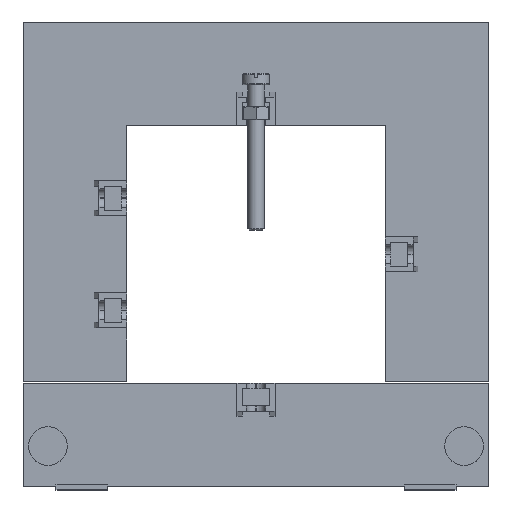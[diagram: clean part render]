
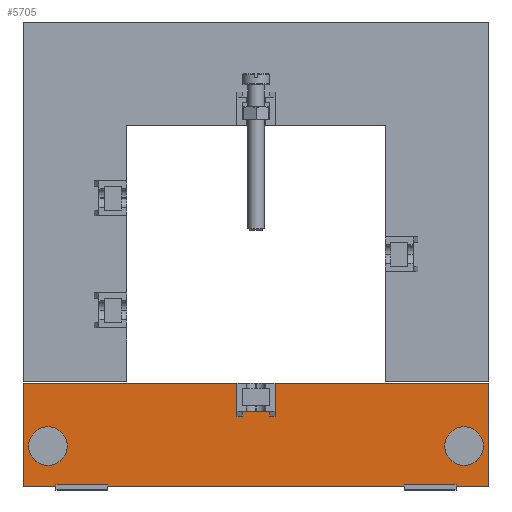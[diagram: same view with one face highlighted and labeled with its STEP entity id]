
A CAD part, top view. The second image highlights one B-rep face of the part: STEP entity #5705.
In plain terms, the highlighted planar face has unit normal (0, 0, 1).
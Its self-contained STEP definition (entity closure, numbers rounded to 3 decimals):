
#4310=DIRECTION('',(0.,1.,0.));
#4311=VECTOR('',#4310,0.592);
#4312=CARTESIAN_POINT('',(-46.,-72.,16.));
#4313=LINE('',#4312,#4311);
#4314=DIRECTION('',(-1.,0.,0.));
#4315=VECTOR('',#4314,16.);
#4316=CARTESIAN_POINT('',(-46.,-71.408,16.));
#4317=LINE('',#4316,#4315);
#4318=DIRECTION('',(0.,1.,0.));
#4319=VECTOR('',#4318,0.592);
#4320=CARTESIAN_POINT('',(-62.,-72.,16.));
#4321=LINE('',#4320,#4319);
#4322=DIRECTION('',(1.,0.,0.));
#4323=VECTOR('',#4322,10.);
#4324=CARTESIAN_POINT('',(-72.,-72.,16.));
#4325=LINE('',#4324,#4323);
#4326=DIRECTION('',(0.,-1.,0.));
#4327=VECTOR('',#4326,32.);
#4328=CARTESIAN_POINT('',(-72.,-40.,16.));
#4329=LINE('',#4328,#4327);
#4330=DIRECTION('',(0.,1.,0.));
#4331=VECTOR('',#4330,10.2);
#4332=CARTESIAN_POINT('',(-5.9,-50.2,16.));
#4333=LINE('',#4332,#4331);
#4334=DIRECTION('',(0.,-1.,0.));
#4335=VECTOR('',#4334,1.5);
#4336=CARTESIAN_POINT('',(-4.2,-48.7,16.));
#4337=LINE('',#4336,#4335);
#4338=DIRECTION('',(-1.,0.,0.));
#4339=VECTOR('',#4338,8.4);
#4340=CARTESIAN_POINT('',(4.2,-48.7,16.));
#4341=LINE('',#4340,#4339);
#4342=DIRECTION('',(0.,1.,0.));
#4343=VECTOR('',#4342,1.5);
#4344=CARTESIAN_POINT('',(4.2,-50.2,16.));
#4345=LINE('',#4344,#4343);
#4346=DIRECTION('',(0.,-1.,0.));
#4347=VECTOR('',#4346,10.2);
#4348=CARTESIAN_POINT('',(5.9,-40.,16.));
#4349=LINE('',#4348,#4347);
#4350=DIRECTION('',(0.,1.,0.));
#4351=VECTOR('',#4350,32.);
#4352=CARTESIAN_POINT('',(72.,-72.,16.));
#4353=LINE('',#4352,#4351);
#4354=DIRECTION('',(1.,0.,0.));
#4355=VECTOR('',#4354,10.);
#4356=CARTESIAN_POINT('',(62.,-72.,16.));
#4357=LINE('',#4356,#4355);
#4358=DIRECTION('',(0.,1.,0.));
#4359=VECTOR('',#4358,0.592);
#4360=CARTESIAN_POINT('',(62.,-72.,16.));
#4361=LINE('',#4360,#4359);
#4362=DIRECTION('',(-1.,0.,0.));
#4363=VECTOR('',#4362,16.);
#4364=CARTESIAN_POINT('',(62.,-71.408,16.));
#4365=LINE('',#4364,#4363);
#4366=DIRECTION('',(0.,1.,0.));
#4367=VECTOR('',#4366,0.592);
#4368=CARTESIAN_POINT('',(46.,-72.,16.));
#4369=LINE('',#4368,#4367);
#4370=DIRECTION('',(1.,0.,0.));
#4371=VECTOR('',#4370,92.);
#4372=CARTESIAN_POINT('',(-46.,-72.,16.));
#4373=LINE('',#4372,#4371);
#4374=CARTESIAN_POINT('',(-64.5,-59.5,16.));
#4375=DIRECTION('',(0.,0.,1.));
#4376=DIRECTION('',(1.,0.,0.));
#4377=AXIS2_PLACEMENT_3D('',#4374,#4375,#4376);
#4379=CARTESIAN_POINT('',(-64.5,-59.5,16.));
#4380=DIRECTION('',(0.,0.,1.));
#4381=DIRECTION('',(-1.,0.,0.));
#4382=AXIS2_PLACEMENT_3D('',#4379,#4380,#4381);
#4384=CARTESIAN_POINT('',(64.5,-59.5,16.));
#4385=DIRECTION('',(0.,0.,1.));
#4386=DIRECTION('',(1.,0.,0.));
#4387=AXIS2_PLACEMENT_3D('',#4384,#4385,#4386);
#4389=CARTESIAN_POINT('',(64.5,-59.5,16.));
#4390=DIRECTION('',(0.,0.,1.));
#4391=DIRECTION('',(-1.,0.,0.));
#4392=AXIS2_PLACEMENT_3D('',#4389,#4390,#4391);
#4616=DIRECTION('',(-1.,0.,0.));
#4617=VECTOR('',#4616,66.1);
#4618=CARTESIAN_POINT('',(72.,-40.,16.));
#4619=LINE('',#4618,#4617);
#4636=DIRECTION('',(-1.,0.,0.));
#4637=VECTOR('',#4636,66.1);
#4638=CARTESIAN_POINT('',(-5.9,-40.,16.));
#4639=LINE('',#4638,#4637);
#4872=DIRECTION('',(-1.,0.,0.));
#4873=VECTOR('',#4872,1.7);
#4874=CARTESIAN_POINT('',(5.9,-50.2,16.));
#4875=LINE('',#4874,#4873);
#5088=DIRECTION('',(-1.,0.,0.));
#5089=VECTOR('',#5088,1.7);
#5090=CARTESIAN_POINT('',(-4.2,-50.2,16.));
#5091=LINE('',#5090,#5089);
#5216=CARTESIAN_POINT('',(72.,-72.,16.));
#5217=CARTESIAN_POINT('',(72.,-40.,16.));
#5218=VERTEX_POINT('',#5216);
#5219=VERTEX_POINT('',#5217);
#5220=CARTESIAN_POINT('',(-72.,-40.,16.));
#5221=CARTESIAN_POINT('',(-72.,-72.,16.));
#5222=VERTEX_POINT('',#5220);
#5223=VERTEX_POINT('',#5221);
#5228=CARTESIAN_POINT('',(5.9,-40.,16.));
#5229=CARTESIAN_POINT('',(5.9,-50.2,16.));
#5230=VERTEX_POINT('',#5228);
#5231=VERTEX_POINT('',#5229);
#5232=CARTESIAN_POINT('',(-5.9,-50.2,16.));
#5233=CARTESIAN_POINT('',(-5.9,-40.,16.));
#5234=VERTEX_POINT('',#5232);
#5235=VERTEX_POINT('',#5233);
#5260=CARTESIAN_POINT('',(4.2,-48.7,16.));
#5261=CARTESIAN_POINT('',(-4.2,-48.7,16.));
#5262=VERTEX_POINT('',#5260);
#5263=VERTEX_POINT('',#5261);
#5265=CARTESIAN_POINT('',(4.2,-50.2,16.));
#5267=VERTEX_POINT('',#5265);
#5269=CARTESIAN_POINT('',(-4.2,-50.2,16.));
#5271=VERTEX_POINT('',#5269);
#5344=CARTESIAN_POINT('',(-59.55,-59.5,16.));
#5345=CARTESIAN_POINT('',(-69.45,-59.5,16.));
#5346=VERTEX_POINT('',#5344);
#5347=VERTEX_POINT('',#5345);
#5348=CARTESIAN_POINT('',(69.45,-59.5,16.));
#5349=CARTESIAN_POINT('',(59.55,-59.5,16.));
#5350=VERTEX_POINT('',#5348);
#5351=VERTEX_POINT('',#5349);
#5420=CARTESIAN_POINT('',(62.,-72.,16.));
#5421=CARTESIAN_POINT('',(62.,-71.408,16.));
#5422=VERTEX_POINT('',#5420);
#5423=VERTEX_POINT('',#5421);
#5424=CARTESIAN_POINT('',(46.,-72.,16.));
#5425=CARTESIAN_POINT('',(46.,-71.408,16.));
#5426=VERTEX_POINT('',#5424);
#5427=VERTEX_POINT('',#5425);
#5488=CARTESIAN_POINT('',(-46.,-72.,16.));
#5489=CARTESIAN_POINT('',(-46.,-71.408,16.));
#5490=VERTEX_POINT('',#5488);
#5491=VERTEX_POINT('',#5489);
#5492=CARTESIAN_POINT('',(-62.,-72.,16.));
#5493=CARTESIAN_POINT('',(-62.,-71.408,16.));
#5494=VERTEX_POINT('',#5492);
#5495=VERTEX_POINT('',#5493);
#5647=CARTESIAN_POINT('',(0.,0.,16.));
#5648=DIRECTION('',(0.,0.,1.));
#5649=DIRECTION('',(1.,0.,0.));
#5650=AXIS2_PLACEMENT_3D('',#5647,#5648,#5649);
#5651=PLANE('',#5650);
#5652=ORIENTED_EDGE('',*,*,#5631,.T.);
#5654=ORIENTED_EDGE('',*,*,#5653,.T.);
#5656=ORIENTED_EDGE('',*,*,#5655,.F.);
#5658=ORIENTED_EDGE('',*,*,#5657,.F.);
#5660=ORIENTED_EDGE('',*,*,#5659,.F.);
#5662=ORIENTED_EDGE('',*,*,#5661,.F.);
#5664=ORIENTED_EDGE('',*,*,#5663,.F.);
#5666=ORIENTED_EDGE('',*,*,#5665,.F.);
#5668=ORIENTED_EDGE('',*,*,#5667,.F.);
#5670=ORIENTED_EDGE('',*,*,#5669,.F.);
#5672=ORIENTED_EDGE('',*,*,#5671,.F.);
#5674=ORIENTED_EDGE('',*,*,#5673,.F.);
#5676=ORIENTED_EDGE('',*,*,#5675,.F.);
#5678=ORIENTED_EDGE('',*,*,#5677,.F.);
#5680=ORIENTED_EDGE('',*,*,#5679,.F.);
#5682=ORIENTED_EDGE('',*,*,#5681,.F.);
#5684=ORIENTED_EDGE('',*,*,#5683,.T.);
#5686=ORIENTED_EDGE('',*,*,#5685,.T.);
#5688=ORIENTED_EDGE('',*,*,#5687,.F.);
#5690=ORIENTED_EDGE('',*,*,#5689,.F.);
#5691=EDGE_LOOP('',(#5652,#5654,#5656,#5658,#5660,#5662,#5664,#5666,#5668,#5670,
#5672,#5674,#5676,#5678,#5680,#5682,#5684,#5686,#5688,#5690));
#5692=FACE_OUTER_BOUND('',#5691,.F.);
#5694=ORIENTED_EDGE('',*,*,#5693,.T.);
#5696=ORIENTED_EDGE('',*,*,#5695,.T.);
#5697=EDGE_LOOP('',(#5694,#5696));
#5698=FACE_BOUND('',#5697,.F.);
#5700=ORIENTED_EDGE('',*,*,#5699,.T.);
#5702=ORIENTED_EDGE('',*,*,#5701,.T.);
#5703=EDGE_LOOP('',(#5700,#5702));
#5704=FACE_BOUND('',#5703,.F.);
#4378=CIRCLE('',#4377,4.95);
#4383=CIRCLE('',#4382,4.95);
#4388=CIRCLE('',#4387,4.95);
#4393=CIRCLE('',#4392,4.95);
#5631=EDGE_CURVE('',#5490,#5491,#4313,.T.);
#5653=EDGE_CURVE('',#5491,#5495,#4317,.T.);
#5655=EDGE_CURVE('',#5494,#5495,#4321,.T.);
#5657=EDGE_CURVE('',#5223,#5494,#4325,.T.);
#5659=EDGE_CURVE('',#5222,#5223,#4329,.T.);
#5661=EDGE_CURVE('',#5235,#5222,#4639,.T.);
#5663=EDGE_CURVE('',#5234,#5235,#4333,.T.);
#5665=EDGE_CURVE('',#5271,#5234,#5091,.T.);
#5667=EDGE_CURVE('',#5263,#5271,#4337,.T.);
#5669=EDGE_CURVE('',#5262,#5263,#4341,.T.);
#5671=EDGE_CURVE('',#5267,#5262,#4345,.T.);
#5673=EDGE_CURVE('',#5231,#5267,#4875,.T.);
#5675=EDGE_CURVE('',#5230,#5231,#4349,.T.);
#5677=EDGE_CURVE('',#5219,#5230,#4619,.T.);
#5679=EDGE_CURVE('',#5218,#5219,#4353,.T.);
#5681=EDGE_CURVE('',#5422,#5218,#4357,.T.);
#5683=EDGE_CURVE('',#5422,#5423,#4361,.T.);
#5685=EDGE_CURVE('',#5423,#5427,#4365,.T.);
#5687=EDGE_CURVE('',#5426,#5427,#4369,.T.);
#5689=EDGE_CURVE('',#5490,#5426,#4373,.T.);
#5693=EDGE_CURVE('',#5346,#5347,#4378,.T.);
#5695=EDGE_CURVE('',#5347,#5346,#4383,.T.);
#5699=EDGE_CURVE('',#5350,#5351,#4388,.T.);
#5701=EDGE_CURVE('',#5351,#5350,#4393,.T.);
#5705=ADVANCED_FACE('',(#5692,#5698,#5704),#5651,.T.);
